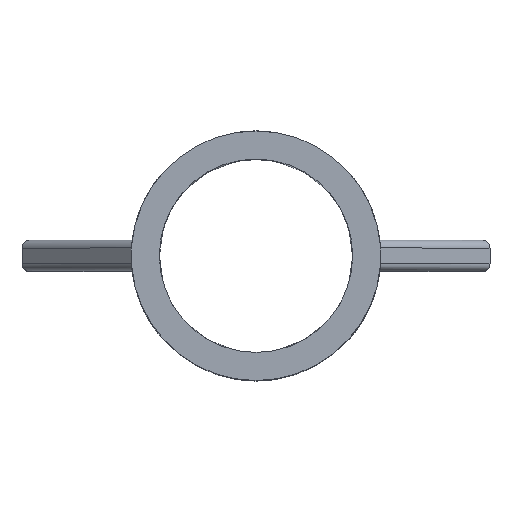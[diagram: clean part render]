
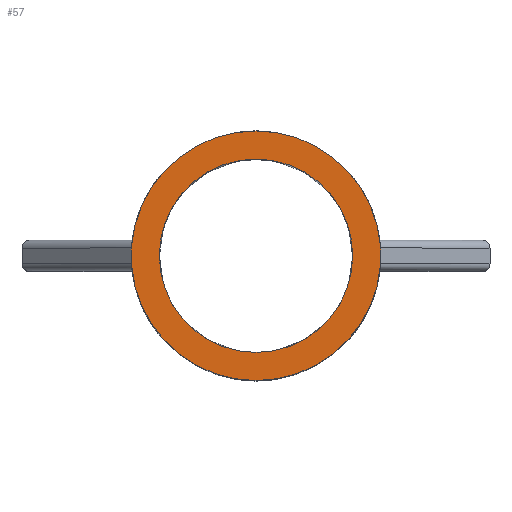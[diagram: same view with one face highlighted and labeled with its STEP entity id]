
A CAD part, top view. The second image highlights one B-rep face of the part: STEP entity #57.
In plain terms, the highlighted planar face has unit normal (0, 0, 1).
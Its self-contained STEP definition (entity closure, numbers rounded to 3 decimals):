
#57=ADVANCED_FACE('',(#252,#254),#256,.T.);
#252=FACE_BOUND('',#253,.T.);
#253=EDGE_LOOP('',(#707,#708,#709,#710,#711,#712,#713,#714));
#254=FACE_BOUND('',#255,.T.);
#255=EDGE_LOOP('',(#715));
#256=PLANE('',#257);
#257=AXIS2_PLACEMENT_3D('',#258,#259,#260);
#258=CARTESIAN_POINT('',(0.,0.,20.));
#259=DIRECTION('',(0.,0.,1.));
#260=DIRECTION('',(-1.,0.,0.));
#707=ORIENTED_EDGE('',*,*,#931,.F.);
#708=ORIENTED_EDGE('',*,*,#932,.T.);
#709=ORIENTED_EDGE('',*,*,#933,.F.);
#710=ORIENTED_EDGE('',*,*,#934,.F.);
#711=ORIENTED_EDGE('',*,*,#935,.F.);
#712=ORIENTED_EDGE('',*,*,#871,.T.);
#713=ORIENTED_EDGE('',*,*,#936,.F.);
#714=ORIENTED_EDGE('',*,*,#937,.T.);
#715=ORIENTED_EDGE('',*,*,#890,.T.);
#871=EDGE_CURVE('',#991,#988,#992,.T.);
#890=EDGE_CURVE('',#1028,#1028,#1029,.F.);
#931=EDGE_CURVE('',#1107,#1108,#1109,.T.);
#932=EDGE_CURVE('',#1107,#1110,#1111,.T.);
#933=EDGE_CURVE('',#1112,#1110,#1113,.F.);
#934=EDGE_CURVE('',#1114,#1112,#1115,.T.);
#935=EDGE_CURVE('',#991,#1114,#1116,.T.);
#936=EDGE_CURVE('',#1117,#988,#1118,.F.);
#937=EDGE_CURVE('',#1117,#1108,#1119,.T.);
#988=VERTEX_POINT('',#1200);
#991=VERTEX_POINT('',#1237);
#992=CIRCLE('',#1238,8.);
#1028=VERTEX_POINT('',#2164);
#1029=CIRCLE('',#2165,6.2);
#1107=VERTEX_POINT('',#3774);
#1108=VERTEX_POINT('',#3775);
#1109=(BOUNDED_CURVE()B_SPLINE_CURVE(3,
(#3776,#3777,#3778,#3779),
.UNSPECIFIED.,.F.,.F.)B_SPLINE_CURVE_WITH_KNOTS((4,4),
(0.,1.),
.UNSPECIFIED.)CURVE()GEOMETRIC_REPRESENTATION_ITEM()RATIONAL_B_SPLINE_CURVE((1.,
0.994,0.994,1.))REPRESENTATION_ITEM(''));
#1110=VERTEX_POINT('',#3780);
#1111=CIRCLE('',#3781,8.);
#1112=VERTEX_POINT('',#3785);
#1113=(BOUNDED_CURVE()B_SPLINE_CURVE(3,
(#3786,#3787,#3788,#3789),
.UNSPECIFIED.,.F.,.F.)B_SPLINE_CURVE_WITH_KNOTS((4,4),
(0.,1.),
.UNSPECIFIED.)CURVE()GEOMETRIC_REPRESENTATION_ITEM()RATIONAL_B_SPLINE_CURVE((1.,
0.994,0.994,1.))REPRESENTATION_ITEM(''));
#1114=VERTEX_POINT('',#3790);
#1115=LINE('',#3791,#3792);
#1116=(BOUNDED_CURVE()B_SPLINE_CURVE(3,
(#3794,#3795,#3796,#3797),
.UNSPECIFIED.,.F.,.F.)B_SPLINE_CURVE_WITH_KNOTS((4,4),
(0.,1.),
.UNSPECIFIED.)CURVE()GEOMETRIC_REPRESENTATION_ITEM()RATIONAL_B_SPLINE_CURVE((1.,
0.994,0.994,1.))REPRESENTATION_ITEM(''));
#1117=VERTEX_POINT('',#3798);
#1118=(BOUNDED_CURVE()B_SPLINE_CURVE(3,
(#3799,#3800,#3801,#3802),
.UNSPECIFIED.,.F.,.F.)B_SPLINE_CURVE_WITH_KNOTS((4,4),
(0.,1.),
.UNSPECIFIED.)CURVE()GEOMETRIC_REPRESENTATION_ITEM()RATIONAL_B_SPLINE_CURVE((1.,
0.994,0.994,1.))REPRESENTATION_ITEM(''));
#1119=LINE('',#3803,#3804);
#1200=CARTESIAN_POINT('',(7.975,-0.632,20.));
#1237=CARTESIAN_POINT('',(-7.975,-0.632,20.));
#1238=AXIS2_PLACEMENT_3D('',#1239,#1240,#1241);
#1239=CARTESIAN_POINT('',(0.,0.,20.));
#1240=DIRECTION('',(0.,0.,1.));
#1241=DIRECTION('',(-0.997,-0.079,0.));
#2164=CARTESIAN_POINT('',(-6.2,0.,20.));
#2165=AXIS2_PLACEMENT_3D('',#2166,#2167,#2168);
#2166=CARTESIAN_POINT('',(0.,0.,20.));
#2167=DIRECTION('',(0.,0.,1.));
#2168=DIRECTION('',(-1.,0.,0.));
#3774=CARTESIAN_POINT('',(7.975,0.632,20.));
#3775=CARTESIAN_POINT('',(8.,0.5,20.));
#3776=CARTESIAN_POINT('',(7.975,0.632,20.));
#3777=CARTESIAN_POINT('',(7.992,0.589,20.));
#3778=CARTESIAN_POINT('',(8.,0.545,20.));
#3779=CARTESIAN_POINT('',(8.,0.5,20.));
#3780=CARTESIAN_POINT('',(-7.975,0.632,20.));
#3781=AXIS2_PLACEMENT_3D('',#3782,#3783,#3784);
#3782=CARTESIAN_POINT('',(0.,0.,20.));
#3783=DIRECTION('',(0.,0.,1.));
#3784=DIRECTION('',(0.997,0.079,0.));
#3785=CARTESIAN_POINT('',(-8.,0.5,20.));
#3786=CARTESIAN_POINT('',(-7.975,0.632,20.));
#3787=CARTESIAN_POINT('',(-7.992,0.589,20.));
#3788=CARTESIAN_POINT('',(-8.,0.545,20.));
#3789=CARTESIAN_POINT('',(-8.,0.5,20.));
#3790=CARTESIAN_POINT('',(-8.,-0.5,20.));
#3791=CARTESIAN_POINT('',(-8.,-0.5,20.));
#3792=VECTOR('',#3793,1.);
#3793=DIRECTION('',(0.,1.,0.));
#3794=CARTESIAN_POINT('',(-7.975,-0.632,20.));
#3795=CARTESIAN_POINT('',(-7.992,-0.589,20.));
#3796=CARTESIAN_POINT('',(-8.,-0.545,20.));
#3797=CARTESIAN_POINT('',(-8.,-0.5,20.));
#3798=CARTESIAN_POINT('',(8.,-0.5,20.));
#3799=CARTESIAN_POINT('',(7.975,-0.632,20.));
#3800=CARTESIAN_POINT('',(7.992,-0.589,20.));
#3801=CARTESIAN_POINT('',(8.,-0.545,20.));
#3802=CARTESIAN_POINT('',(8.,-0.5,20.));
#3803=CARTESIAN_POINT('',(8.,-0.5,20.));
#3804=VECTOR('',#3805,1.);
#3805=DIRECTION('',(0.,1.,0.));
